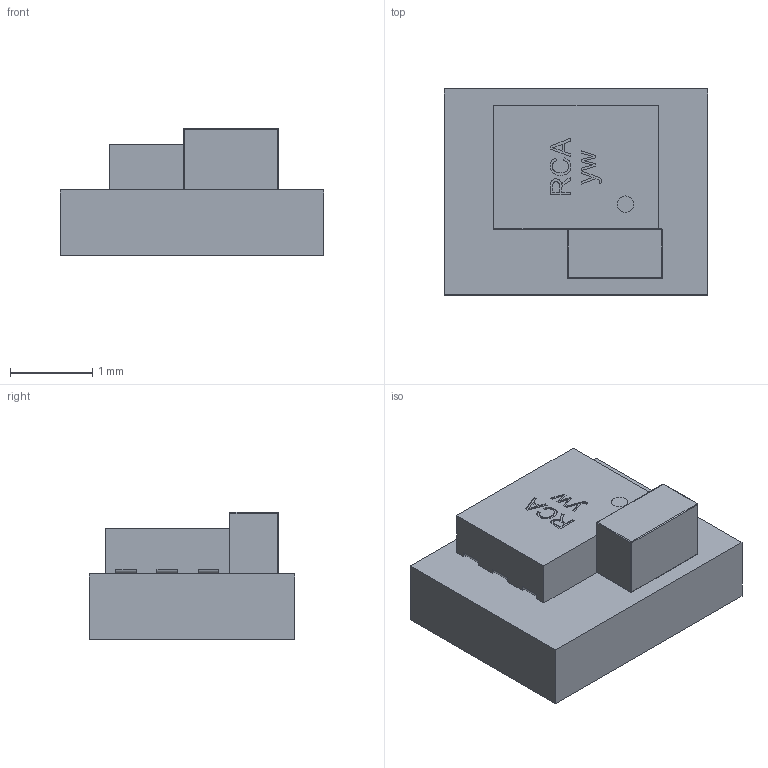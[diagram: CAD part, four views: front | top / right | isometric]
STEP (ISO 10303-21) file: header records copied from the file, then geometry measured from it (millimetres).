
FILE_DESCRIPTION(/* description */ ('Unknown'),/* implementation_level */ '2;1');
FILE_NAME(/* name */ 'U_Wurth_WPME-VDMM_171010501',/* time_stamp */ '2024-10-24T17:08:20+08:00',/* author */ ('Unknown'),/* organization */ ('Unknown'),/* preprocessor_version */ 'ST-DEVELOPER v16.7',/* originating_system */ 'Solid Edge',/* authorisation */ 'Unknown');
FILE_SCHEMA (('AUTOMOTIVE_DESIGN {1 0 10303 214 3 1 1}'));
Length unit declared in the file: millimetre
Products named in the file (2): U_Wurth_WPME-VDMM_171010501
Assembly tree (1 placements, depth 2):
  U_Wurth_WPME-VDMM_171010501
    U_Wurth_WPME-VDMM_171010501
Bounding box: 3.2 x 2.5 x 1.55 mm (x, y, z)
Volume: 8.6 mm3; surface area: 31.1 mm2
Topology: 1 solids, 7 shells, 144 faces, 348 edges, 218 vertices
Faces by surface type: plane 102, cylinder 26, sphere 8, bspline 8
Full cylindrical faces by diameter (mm): 0.2 x1
Entity records: 5418 total; most frequent: CARTESIAN_POINT 1071, ORIENTED_EDGE 678, DIRECTION 649, EDGE_CURVE 339, LINE 269, VECTOR 269, VERTEX_POINT 218, AXIS2_PLACEMENT_3D 190
